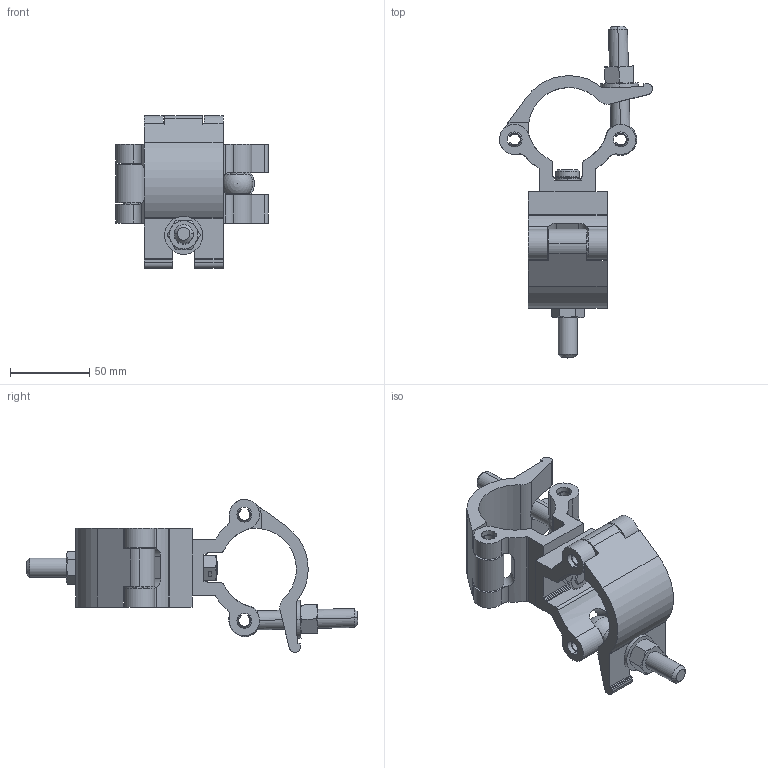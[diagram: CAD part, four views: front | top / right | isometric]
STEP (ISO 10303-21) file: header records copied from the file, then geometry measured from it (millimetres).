
FILE_DESCRIPTION (( 'STEP AP203' ), '1' );
FILE_NAME ('T58120 & T58121.STEP', '2018-08-08T13:06:46', ( '' ), ( '' ), 'SwSTEP 2.0', 'SolidWorks 2016', '' );
FILE_SCHEMA (( 'CONFIG_CONTROL_DESIGN' ));
Length unit declared in the file: millimetre
Products named in the file (14): TH2006_TH2006 - 50MM WIDE; F997; T58120 & T58121; A Washer_Bright washer BS 4320 - M12 (Form A); TH640_TH640; S1931; Hex Centre Lock Nut GradeAB_Doughty Fastners_BS EN 24032 - M10 - D - S; TH257_TH257; F995; TH566; T78005; Hex Nut Style 1 GradeAB_Doughty Fastners_Hexagon Nut ISO - 4032 - M12 - D - S; F790; TH2005_TH2005 - 50MM WIDE
Assembly tree (19 placements, depth 3):
  T58120 & T58121
    TH640_TH640  x2
      TH2006_TH2006 - 50MM WIDE
    TH257_TH257  x2
      TH2005_TH2005 - 50MM WIDE
    T78005  x2
      TH566
      A Washer_Bright washer BS 4320 - M12 (Form A)
      Hex Nut Style 1 GradeAB_Doughty Fastners_Hexagon Nut ISO - 4032 - M12 - D - S
    F790  x4
    Hex Centre Lock Nut GradeAB_Doughty Fastners_BS EN 24032 - M10 - D - S
    F997
    S1931
    F995
Bounding box: 96.7 x 209.9 x 96.7 mm (x, y, z)
Volume: 206841.5 mm3; surface area: 86654.1 mm2
Topology: 18 solids, 18 shells, 573 faces, 1350 edges, 816 vertices
Faces by surface type: cone 212, cylinder 210, plane 143, sphere 6, torus 2
Entity records: 11824 total; most frequent: CARTESIAN_POINT 2170, DIRECTION 1816, ORIENTED_EDGE 1588, EDGE_CURVE 794, AXIS2_PLACEMENT_3D 722, VERTEX_POINT 472, EDGE_LOOP 376, VECTOR 372
